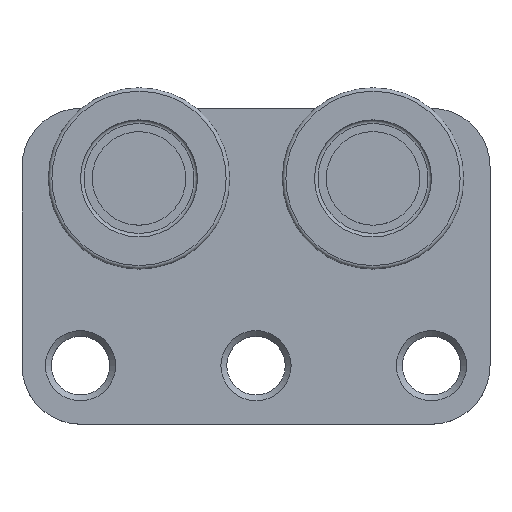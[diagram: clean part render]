
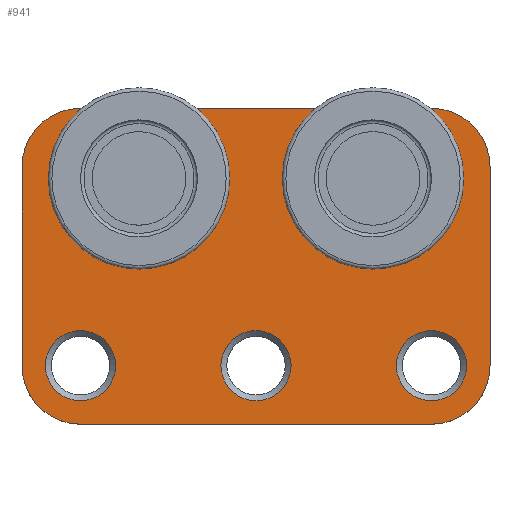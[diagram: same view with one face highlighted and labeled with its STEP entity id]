
A CAD part, top view. The second image highlights one B-rep face of the part: STEP entity #941.
In plain terms, the highlighted planar face has unit normal (0, 0, 1).
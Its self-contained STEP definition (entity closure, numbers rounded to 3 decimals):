
#82=FACE_BOUND('',#197,.T.);
#83=FACE_BOUND('',#198,.T.);
#84=FACE_BOUND('',#199,.T.);
#85=FACE_BOUND('',#200,.T.);
#86=FACE_BOUND('',#201,.T.);
#101=PLANE('',#1143);
#133=FACE_OUTER_BOUND('',#196,.T.);
#196=EDGE_LOOP('',(#713,#714,#715,#716,#717,#718,#719,#720));
#197=EDGE_LOOP('',(#721));
#198=EDGE_LOOP('',(#722));
#199=EDGE_LOOP('',(#723));
#200=EDGE_LOOP('',(#724));
#201=EDGE_LOOP('',(#725));
#263=LINE('',#1710,#304);
#264=LINE('',#1714,#305);
#265=LINE('',#1718,#306);
#266=LINE('',#1721,#307);
#304=VECTOR('',#1368,10.);
#305=VECTOR('',#1371,10.);
#306=VECTOR('',#1374,10.);
#307=VECTOR('',#1377,10.);
#336=CIRCLE('',#1107,5.);
#340=CIRCLE('',#1113,5.);
#360=CIRCLE('',#1142,3.);
#361=CIRCLE('',#1144,5.);
#362=CIRCLE('',#1145,5.);
#363=CIRCLE('',#1146,5.);
#364=CIRCLE('',#1147,5.);
#365=CIRCLE('',#1148,3.);
#366=CIRCLE('',#1149,3.);
#425=VERTEX_POINT('',#1627);
#429=VERTEX_POINT('',#1638);
#453=VERTEX_POINT('',#1702);
#454=VERTEX_POINT('',#1706);
#455=VERTEX_POINT('',#1707);
#456=VERTEX_POINT('',#1709);
#457=VERTEX_POINT('',#1711);
#458=VERTEX_POINT('',#1713);
#459=VERTEX_POINT('',#1715);
#460=VERTEX_POINT('',#1717);
#461=VERTEX_POINT('',#1719);
#462=VERTEX_POINT('',#1722);
#463=VERTEX_POINT('',#1724);
#520=EDGE_CURVE('',#425,#425,#336,.T.);
#525=EDGE_CURVE('',#429,#429,#340,.T.);
#556=EDGE_CURVE('',#453,#453,#360,.T.);
#558=EDGE_CURVE('',#454,#455,#361,.T.);
#559=EDGE_CURVE('',#456,#455,#263,.T.);
#560=EDGE_CURVE('',#456,#457,#362,.T.);
#561=EDGE_CURVE('',#458,#457,#264,.T.);
#562=EDGE_CURVE('',#458,#459,#363,.T.);
#563=EDGE_CURVE('',#460,#459,#265,.T.);
#564=EDGE_CURVE('',#460,#461,#364,.T.);
#565=EDGE_CURVE('',#454,#461,#266,.T.);
#566=EDGE_CURVE('',#462,#462,#365,.T.);
#567=EDGE_CURVE('',#463,#463,#366,.T.);
#713=ORIENTED_EDGE('',*,*,#558,.T.);
#714=ORIENTED_EDGE('',*,*,#559,.F.);
#715=ORIENTED_EDGE('',*,*,#560,.T.);
#716=ORIENTED_EDGE('',*,*,#561,.F.);
#717=ORIENTED_EDGE('',*,*,#562,.T.);
#718=ORIENTED_EDGE('',*,*,#563,.F.);
#719=ORIENTED_EDGE('',*,*,#564,.T.);
#720=ORIENTED_EDGE('',*,*,#565,.F.);
#721=ORIENTED_EDGE('',*,*,#520,.T.);
#722=ORIENTED_EDGE('',*,*,#525,.T.);
#723=ORIENTED_EDGE('',*,*,#566,.F.);
#724=ORIENTED_EDGE('',*,*,#567,.F.);
#725=ORIENTED_EDGE('',*,*,#556,.F.);
#941=ADVANCED_FACE('',(#133,#82,#83,#84,#85,#86),#101,.T.);
#1107=AXIS2_PLACEMENT_3D('',#1628,#1279,#1280);
#1113=AXIS2_PLACEMENT_3D('',#1639,#1292,#1293);
#1142=AXIS2_PLACEMENT_3D('',#1703,#1361,#1362);
#1143=AXIS2_PLACEMENT_3D('',#1705,#1364,#1365);
#1144=AXIS2_PLACEMENT_3D('',#1708,#1366,#1367);
#1145=AXIS2_PLACEMENT_3D('',#1712,#1369,#1370);
#1146=AXIS2_PLACEMENT_3D('',#1716,#1372,#1373);
#1147=AXIS2_PLACEMENT_3D('',#1720,#1375,#1376);
#1148=AXIS2_PLACEMENT_3D('',#1723,#1378,#1379);
#1149=AXIS2_PLACEMENT_3D('',#1725,#1380,#1381);
#1279=DIRECTION('center_axis',(0.,0.,-1.));
#1280=DIRECTION('ref_axis',(-1.,0.,0.));
#1292=DIRECTION('center_axis',(0.,0.,-1.));
#1293=DIRECTION('ref_axis',(-1.,0.,0.));
#1361=DIRECTION('center_axis',(0.,0.,1.));
#1362=DIRECTION('ref_axis',(-1.,0.,0.));
#1364=DIRECTION('center_axis',(0.,0.,1.));
#1365=DIRECTION('ref_axis',(1.,0.,0.));
#1366=DIRECTION('center_axis',(0.,0.,1.));
#1367=DIRECTION('ref_axis',(0.,-1.,0.));
#1368=DIRECTION('',(0.,1.,0.));
#1369=DIRECTION('center_axis',(0.,0.,1.));
#1370=DIRECTION('ref_axis',(1.,0.,0.));
#1371=DIRECTION('',(-1.,0.,0.));
#1372=DIRECTION('center_axis',(0.,0.,1.));
#1373=DIRECTION('ref_axis',(0.,1.,0.));
#1374=DIRECTION('',(0.,-1.,0.));
#1375=DIRECTION('center_axis',(0.,0.,1.));
#1376=DIRECTION('ref_axis',(-1.,0.,0.));
#1377=DIRECTION('',(1.,0.,0.));
#1378=DIRECTION('center_axis',(0.,0.,1.));
#1379=DIRECTION('ref_axis',(-1.,0.,0.));
#1380=DIRECTION('center_axis',(0.,0.,1.));
#1381=DIRECTION('ref_axis',(-1.,0.,0.));
#1627=CARTESIAN_POINT('',(15.,21.,3.5));
#1628=CARTESIAN_POINT('Origin',(10.,21.,3.5));
#1638=CARTESIAN_POINT('',(35.,21.,3.5));
#1639=CARTESIAN_POINT('Origin',(30.,21.,3.5));
#1702=CARTESIAN_POINT('',(23.,5.,3.5));
#1703=CARTESIAN_POINT('Origin',(20.,5.,3.5));
#1705=CARTESIAN_POINT('Origin',(20.,13.5,3.5));
#1706=CARTESIAN_POINT('',(5.,27.,3.5));
#1707=CARTESIAN_POINT('',(0.,22.,3.5));
#1708=CARTESIAN_POINT('Origin',(5.,22.,3.5));
#1709=CARTESIAN_POINT('',(0.,5.,3.5));
#1710=CARTESIAN_POINT('',(0.,27.,3.5));
#1711=CARTESIAN_POINT('',(5.,0.,3.5));
#1712=CARTESIAN_POINT('Origin',(5.,5.,3.5));
#1713=CARTESIAN_POINT('',(35.,0.,3.5));
#1714=CARTESIAN_POINT('',(0.,0.,3.5));
#1715=CARTESIAN_POINT('',(40.,5.,3.5));
#1716=CARTESIAN_POINT('Origin',(35.,5.,3.5));
#1717=CARTESIAN_POINT('',(40.,22.,3.5));
#1718=CARTESIAN_POINT('',(40.,0.,3.5));
#1719=CARTESIAN_POINT('',(35.,27.,3.5));
#1720=CARTESIAN_POINT('Origin',(35.,22.,3.5));
#1721=CARTESIAN_POINT('',(40.,27.,3.5));
#1722=CARTESIAN_POINT('',(38.,5.,3.5));
#1723=CARTESIAN_POINT('Origin',(35.,5.,3.5));
#1724=CARTESIAN_POINT('',(8.,5.,3.5));
#1725=CARTESIAN_POINT('Origin',(5.,5.,3.5));
